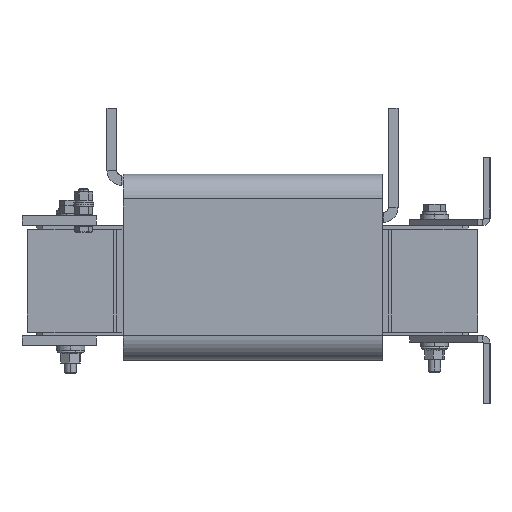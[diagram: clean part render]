
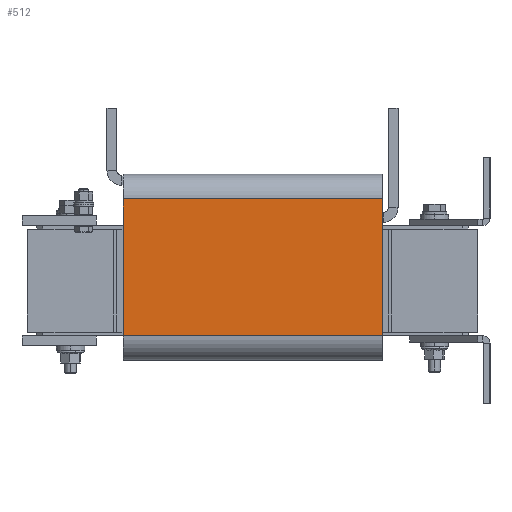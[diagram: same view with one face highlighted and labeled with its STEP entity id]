
A CAD part, left-side view. The second image highlights one B-rep face of the part: STEP entity #512.
In plain terms, the highlighted planar face has unit normal (-1, 0, 0).
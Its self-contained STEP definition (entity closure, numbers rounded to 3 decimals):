
#512 = ADVANCED_FACE ( 'Defeature ausgef�hrt2_26', ( #16363 ), #11552, .F. ) ;
#529 = EDGE_CURVE ( 'NONE', #18134, #4004, #4012, .T. ) ;
#1732 = ORIENTED_EDGE ( 'NONE', *, *, #7244, .T. ) ;
#1902 = CARTESIAN_POINT ( 'NONE',  ( -199.75, -105., 66.25 ) ) ;
#2491 = EDGE_LOOP ( 'NONE', ( #1732, #3679, #16040, #17949 ) ) ;
#2720 = EDGE_CURVE ( 'NONE', #9815, #6269, #12526, .T. ) ;
#3582 = DIRECTION ( 'NONE',  ( 0., 0., -1. ) ) ;
#3679 = ORIENTED_EDGE ( 'NONE', *, *, #529, .F. ) ;
#4004 = VERTEX_POINT ( 'NONE', #5099 ) ;
#4012 = LINE ( 'NONE', #14795, #19218 ) ;
#4188 = AXIS2_PLACEMENT_3D ( 'NONE', #16680, #13433, #5587 ) ;
#5099 = CARTESIAN_POINT ( 'NONE',  ( -199.75, 105., -44.75 ) ) ;
#5362 = EDGE_CURVE ( 'NONE', #9815, #18134, #17805, .T. ) ;
#5587 = DIRECTION ( 'NONE',  ( 0., 0., 1. ) ) ;
#5774 = CARTESIAN_POINT ( 'NONE',  ( -199.75, -105., -44.75 ) ) ;
#6269 = VERTEX_POINT ( 'NONE', #20688 ) ;
#7244 = EDGE_CURVE ( 'NONE', #6269, #4004, #14122, .T. ) ;
#8154 = CARTESIAN_POINT ( 'NONE',  ( -199.75, -105., 66.25 ) ) ;
#8942 = VECTOR ( 'NONE', #3582, 1000. ) ;
#9815 = VERTEX_POINT ( 'NONE', #8154 ) ;
#10965 = VECTOR ( 'NONE', #17448, 1000. ) ;
#11552 = PLANE ( 'NONE',  #4188 ) ;
#12526 = LINE ( 'NONE', #14416, #10965 ) ;
#13433 = DIRECTION ( 'NONE',  ( 1., 0., 0. ) ) ;
#14122 = LINE ( 'NONE', #18911, #20686 ) ;
#14416 = CARTESIAN_POINT ( 'NONE',  ( -199.75, -105., 66.25 ) ) ;
#14795 = CARTESIAN_POINT ( 'NONE',  ( -199.75, -105., -44.75 ) ) ;
#15584 = DIRECTION ( 'NONE',  ( 0., 0., -1. ) ) ;
#16040 = ORIENTED_EDGE ( 'NONE', *, *, #5362, .F. ) ;
#16256 = DIRECTION ( 'NONE',  ( 0., 1., 0. ) ) ;
#16363 = FACE_OUTER_BOUND ( 'NONE', #2491, .T. ) ;
#16680 = CARTESIAN_POINT ( 'NONE',  ( -199.75, -105., 66.25 ) ) ;
#17448 = DIRECTION ( 'NONE',  ( 0., 1., 0. ) ) ;
#17805 = LINE ( 'NONE', #1902, #8942 ) ;
#17949 = ORIENTED_EDGE ( 'NONE', *, *, #2720, .T. ) ;
#18134 = VERTEX_POINT ( 'NONE', #5774 ) ;
#18911 = CARTESIAN_POINT ( 'NONE',  ( -199.75, 105., 66.25 ) ) ;
#19218 = VECTOR ( 'NONE', #16256, 1000. ) ;
#20686 = VECTOR ( 'NONE', #15584, 1000. ) ;
#20688 = CARTESIAN_POINT ( 'NONE',  ( -199.75, 105., 66.25 ) ) ;
